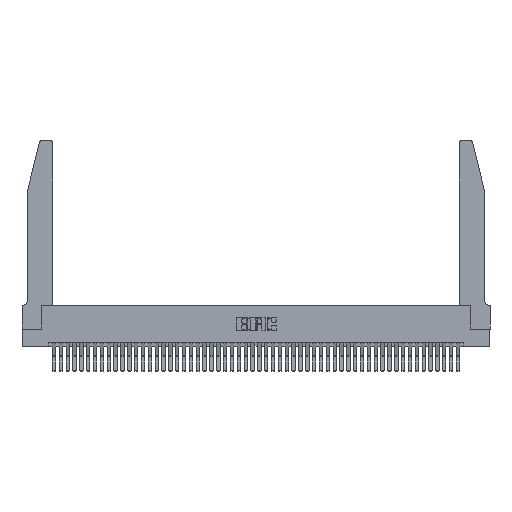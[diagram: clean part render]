
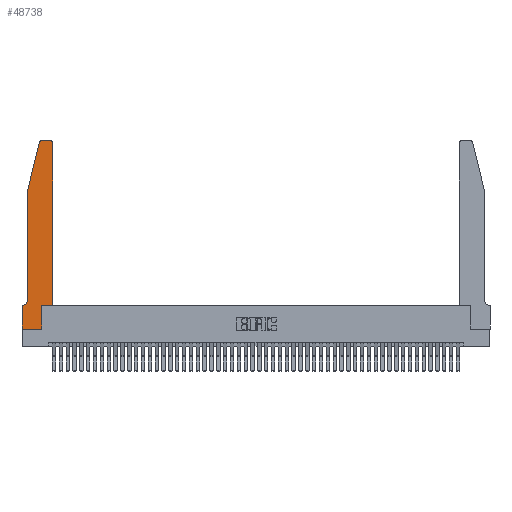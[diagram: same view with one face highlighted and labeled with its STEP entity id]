
A CAD part, top view. The second image highlights one B-rep face of the part: STEP entity #48738.
In plain terms, the highlighted planar face has unit normal (0, 0, 1).
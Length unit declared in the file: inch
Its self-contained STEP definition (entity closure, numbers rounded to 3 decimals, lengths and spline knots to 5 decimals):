
#187 = ORIENTED_EDGE ( 'NONE', *, *, #32917, .T. ) ;
#224 = DIRECTION ( 'NONE',  ( -1., 0., 0. ) ) ;
#326 = CARTESIAN_POINT ( 'NONE',  ( 0.4205, 2.75, 0.37 ) ) ;
#3625 = DIRECTION ( 'NONE',  ( 0., -1., 0. ) ) ;
#4332 = LINE ( 'NONE', #15651, #45556 ) ;
#4351 = VERTEX_POINT ( 'NONE', #16073 ) ;
#5577 = VECTOR ( 'NONE', #30226, 39.37008 ) ;
#5638 = EDGE_CURVE ( 'NONE', #24311, #20374, #48147, .T. ) ;
#5981 = CARTESIAN_POINT ( 'NONE',  ( 0.2865, 0.35, 0.37 ) ) ;
#6163 = CARTESIAN_POINT ( 'NONE',  ( 0.4505, 2.72, 0.37 ) ) ;
#7090 = EDGE_CURVE ( 'NONE', #42375, #41993, #21135, .T. ) ;
#7486 = AXIS2_PLACEMENT_3D ( 'NONE', #16242, #27573, #16072 ) ;
#7595 = DIRECTION ( 'NONE',  ( 0., 0., 1. ) ) ;
#8139 = DIRECTION ( 'NONE',  ( 1., 0., 0. ) ) ;
#8666 = AXIS2_PLACEMENT_3D ( 'NONE', #38335, #37840, #8139 ) ;
#9522 = LINE ( 'NONE', #33735, #36382 ) ;
#9719 = EDGE_CURVE ( 'NONE', #41993, #32762, #20269, .T. ) ;
#10314 = ORIENTED_EDGE ( 'NONE', *, *, #25264, .T. ) ;
#11590 = DIRECTION ( 'NONE',  ( 1., 0., 0. ) ) ;
#12121 = DIRECTION ( 'NONE',  ( 1., 0., 0. ) ) ;
#12401 = CARTESIAN_POINT ( 'NONE',  ( 0.0755, 2., 0.37 ) ) ;
#13971 = VERTEX_POINT ( 'NONE', #27648 ) ;
#15439 = FACE_OUTER_BOUND ( 'NONE', #28196, .T. ) ;
#15449 = LINE ( 'NONE', #43233, #28588 ) ;
#15651 = CARTESIAN_POINT ( 'NONE',  ( 0., 0., 0.37 ) ) ;
#15982 = DIRECTION ( 'NONE',  ( 1., 0., 0. ) ) ;
#16072 = DIRECTION ( 'NONE',  ( -1., 0., 0. ) ) ;
#16073 = CARTESIAN_POINT ( 'NONE',  ( 0.25487, 2.72718, 0.37 ) ) ;
#16242 = CARTESIAN_POINT ( 'NONE',  ( 0.0055, 0.42, 0.37 ) ) ;
#16457 = DIRECTION ( 'NONE',  ( 0., 0., 1. ) ) ;
#17015 = EDGE_CURVE ( 'NONE', #4351, #42375, #36143, .T. ) ;
#17262 = CARTESIAN_POINT ( 'NONE',  ( 0.0755, 0.42, 0.37 ) ) ;
#17835 = VERTEX_POINT ( 'NONE', #49120 ) ;
#17860 = VERTEX_POINT ( 'NONE', #29675 ) ;
#18028 = DIRECTION ( 'NONE',  ( 0., 1., 0. ) ) ;
#18133 = EDGE_CURVE ( 'NONE', #39095, #4351, #23946, .T. ) ;
#19256 = CARTESIAN_POINT ( 'NONE',  ( 0.2865, 0., 0.37 ) ) ;
#20013 = DIRECTION ( 'NONE',  ( -1., 0., 0. ) ) ;
#20269 = CIRCLE ( 'NONE', #7486, 0.07 ) ;
#20374 = VERTEX_POINT ( 'NONE', #326 ) ;
#20480 = VERTEX_POINT ( 'NONE', #24325 ) ;
#21135 = LINE ( 'NONE', #38339, #24141 ) ;
#22656 = CARTESIAN_POINT ( 'NONE',  ( 0.0055, 0.35, 0.37 ) ) ;
#23765 = ORIENTED_EDGE ( 'NONE', *, *, #27238, .T. ) ;
#23946 = CIRCLE ( 'NONE', #29758, 0.03 ) ;
#24042 = LINE ( 'NONE', #45605, #5577 ) ;
#24141 = VECTOR ( 'NONE', #3625, 39.37008 ) ;
#24311 = VERTEX_POINT ( 'NONE', #6163 ) ;
#24325 = CARTESIAN_POINT ( 'NONE',  ( 0.4505, 0.35, 0.37 ) ) ;
#24334 = VECTOR ( 'NONE', #39774, 39.37008 ) ;
#24420 = LINE ( 'NONE', #5981, #32213 ) ;
#25185 = VECTOR ( 'NONE', #224, 39.37008 ) ;
#25264 = EDGE_CURVE ( 'NONE', #20374, #39095, #29396, .T. ) ;
#25277 = VERTEX_POINT ( 'NONE', #19256 ) ;
#26616 = ORIENTED_EDGE ( 'NONE', *, *, #17015, .T. ) ;
#26661 = EDGE_CURVE ( 'NONE', #20480, #24311, #9522, .T. ) ;
#27238 = EDGE_CURVE ( 'NONE', #25277, #17860, #24420, .T. ) ;
#27573 = DIRECTION ( 'NONE',  ( 0., 0., -1. ) ) ;
#27648 = CARTESIAN_POINT ( 'NONE',  ( 0., 0.35, 0.37 ) ) ;
#28196 = EDGE_LOOP ( 'NONE', ( #10314, #48865, #26616, #28813, #45148, #37313, #41647, #187, #23765, #42065, #46253, #32251 ) ) ;
#28588 = VECTOR ( 'NONE', #20013, 39.37008 ) ;
#28813 = ORIENTED_EDGE ( 'NONE', *, *, #7090, .T. ) ;
#29396 = LINE ( 'NONE', #41804, #25185 ) ;
#29675 = CARTESIAN_POINT ( 'NONE',  ( 0.2865, 0.35, 0.37 ) ) ;
#29758 = AXIS2_PLACEMENT_3D ( 'NONE', #35478, #16457, #12121 ) ;
#30226 = DIRECTION ( 'NONE',  ( 0., -1., 0. ) ) ;
#32129 = LINE ( 'NONE', #40262, #24334 ) ;
#32213 = VECTOR ( 'NONE', #33181, 39.37008 ) ;
#32251 = ORIENTED_EDGE ( 'NONE', *, *, #5638, .T. ) ;
#32762 = VERTEX_POINT ( 'NONE', #22656 ) ;
#32917 = EDGE_CURVE ( 'NONE', #17835, #25277, #4332, .T. ) ;
#33181 = DIRECTION ( 'NONE',  ( 0., 1., 0. ) ) ;
#33735 = CARTESIAN_POINT ( 'NONE',  ( 0.4505, 0.35, 0.37 ) ) ;
#33830 = CARTESIAN_POINT ( 'NONE',  ( 0.284, 2.75, 0.37 ) ) ;
#33854 = AXIS2_PLACEMENT_3D ( 'NONE', #40990, #7595, #11590 ) ;
#35478 = CARTESIAN_POINT ( 'NONE',  ( 0.284, 2.72, 0.37 ) ) ;
#36143 = LINE ( 'NONE', #39126, #37339 ) ;
#36382 = VECTOR ( 'NONE', #18028, 39.37008 ) ;
#37313 = ORIENTED_EDGE ( 'NONE', *, *, #43038, .T. ) ;
#37339 = VECTOR ( 'NONE', #39626, 39.37008 ) ;
#37840 = DIRECTION ( 'NONE',  ( 0., 0., 1. ) ) ;
#38335 = CARTESIAN_POINT ( 'NONE',  ( 0.4205, 2.72, 0.37 ) ) ;
#38339 = CARTESIAN_POINT ( 'NONE',  ( 0.0755, 2., 0.37 ) ) ;
#39095 = VERTEX_POINT ( 'NONE', #33830 ) ;
#39126 = CARTESIAN_POINT ( 'NONE',  ( 0.0755, 2., 0.37 ) ) ;
#39626 = DIRECTION ( 'NONE',  ( -0.239, -0.971, 0. ) ) ;
#39774 = DIRECTION ( 'NONE',  ( 1., 0., 0. ) ) ;
#40262 = CARTESIAN_POINT ( 'NONE',  ( 0.4505, 0.35, 0.37 ) ) ;
#40990 = CARTESIAN_POINT ( 'NONE',  ( 0., 0.35, 0.37 ) ) ;
#41647 = ORIENTED_EDGE ( 'NONE', *, *, #42709, .T. ) ;
#41804 = CARTESIAN_POINT ( 'NONE',  ( 0.2605, 2.75, 0.37 ) ) ;
#41993 = VERTEX_POINT ( 'NONE', #17262 ) ;
#42065 = ORIENTED_EDGE ( 'NONE', *, *, #49003, .T. ) ;
#42375 = VERTEX_POINT ( 'NONE', #12401 ) ;
#42709 = EDGE_CURVE ( 'NONE', #13971, #17835, #24042, .T. ) ;
#43038 = EDGE_CURVE ( 'NONE', #32762, #13971, #15449, .T. ) ;
#43233 = CARTESIAN_POINT ( 'NONE',  ( 0.0755, 0.35, 0.37 ) ) ;
#45148 = ORIENTED_EDGE ( 'NONE', *, *, #9719, .T. ) ;
#45497 = PLANE ( 'NONE',  #33854 ) ;
#45556 = VECTOR ( 'NONE', #15982, 39.37008 ) ;
#45605 = CARTESIAN_POINT ( 'NONE',  ( 0., 0., 0.37 ) ) ;
#46253 = ORIENTED_EDGE ( 'NONE', *, *, #26661, .T. ) ;
#48147 = CIRCLE ( 'NONE', #8666, 0.03 ) ;
#48738 = ADVANCED_FACE ( 'NONE', ( #15439 ), #45497, .T. ) ;
#48865 = ORIENTED_EDGE ( 'NONE', *, *, #18133, .T. ) ;
#49003 = EDGE_CURVE ( 'NONE', #17860, #20480, #32129, .T. ) ;
#49120 = CARTESIAN_POINT ( 'NONE',  ( 0., 0., 0.37 ) ) ;
